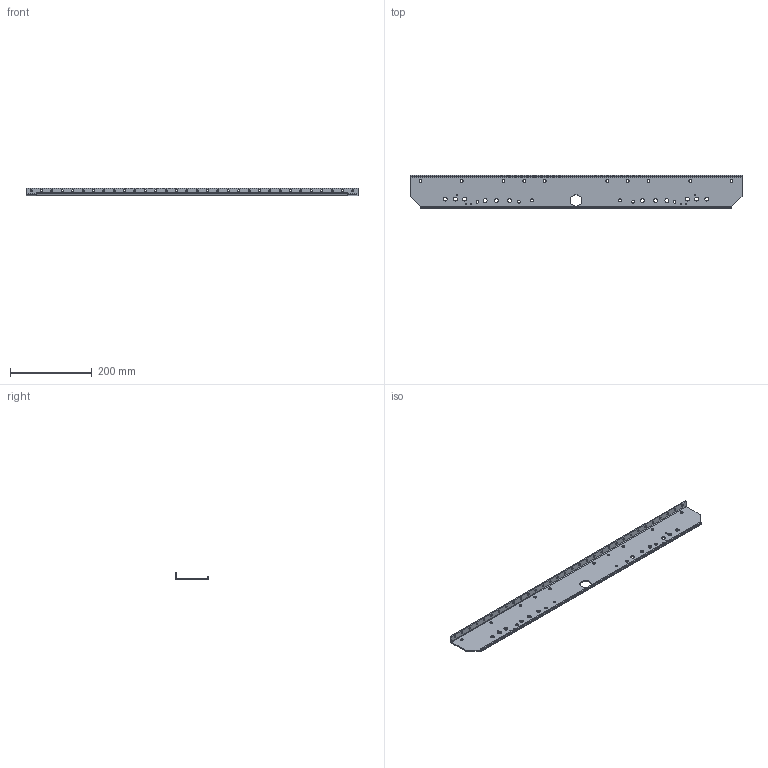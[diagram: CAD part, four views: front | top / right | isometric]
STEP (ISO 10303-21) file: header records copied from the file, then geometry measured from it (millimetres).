
FILE_DESCRIPTION(/* description */ (''),/* implementation_level */ '2;1');
FILE_NAME(/* name */ 'Outside Plate - Master.ipt.step',/* time_stamp */ '2014-01-07T10:57:11-08:00',/* author */ ('Philip'),/* organization */ (''),/* preprocessor_version */ 'ST-DEVELOPER v15.2',/* originating_system */ 'Autodesk Inventor 2014',/* authorisation */ '');
FILE_SCHEMA (('AUTOMOTIVE_DESIGN { 1 0 10303 214 3 1 1 }'));
Length unit declared in the file: inch
Products named in the file (1): Outside Plate - Master
Bounding box: 812.8 x 82.55 x 18.92 mm (x, y, z)
Volume: 237397.7 mm3; surface area: 165359.3 mm2
Topology: 1 solids, 1 shells, 91 faces, 251 edges, 162 vertices
Faces by surface type: cylinder 71, plane 20
Full cylindrical faces by diameter (mm): 2.54 x6, 5.08 x32, 6.706 x16, 9.627 x12, 28.575 x1
Entity records: 2913 total; most frequent: DIRECTION 510, CARTESIAN_POINT 438, ORIENTED_EDGE 368, EDGE_LOOP 292, AXIS2_PLACEMENT_3D 234, FACE_BOUND 201, EDGE_CURVE 184, VERTEX_POINT 162
